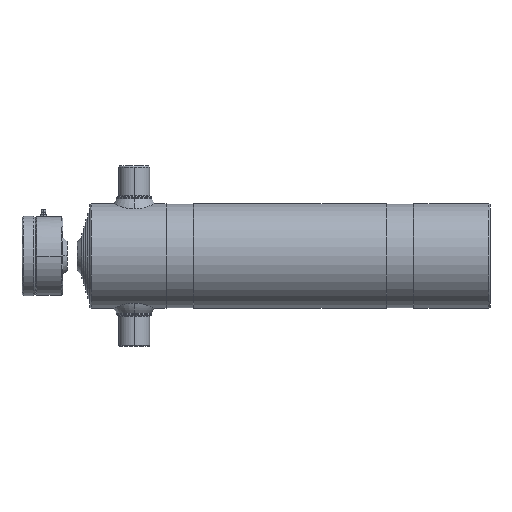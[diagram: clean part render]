
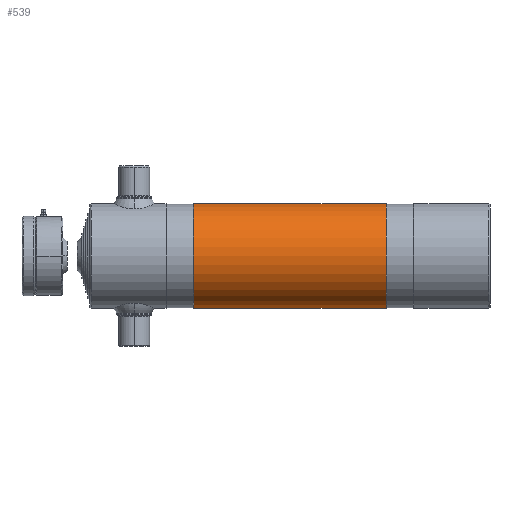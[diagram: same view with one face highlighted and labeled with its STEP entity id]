
A CAD part, left-side view. The second image highlights one B-rep face of the part: STEP entity #539.
In plain terms, the highlighted cylindrical face has radius 75.75 mm (diameter 151.5 mm), a partial arc.
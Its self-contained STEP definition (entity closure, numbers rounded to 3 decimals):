
#126 = CARTESIAN_POINT ( 'NONE',  ( 0., 522.61, 0. ) ) ;
#216 = CARTESIAN_POINT ( 'NONE',  ( 0., 428., 0. ) ) ;
#539 = ADVANCED_FACE ( 'NONE', ( #6722 ), #915, .T. ) ;
#615 = LINE ( 'NONE', #8092, #10047 ) ;
#891 = LINE ( 'NONE', #4100, #3616 ) ;
#915 = CYLINDRICAL_SURFACE ( 'NONE', #7584, 75.75 ) ;
#2056 = CARTESIAN_POINT ( 'NONE',  ( 0., 428., -75.75 ) ) ;
#2509 = DIRECTION ( 'NONE',  ( 0., 0., 1. ) ) ;
#3031 = EDGE_CURVE ( 'NONE', #3681, #6075, #615, .T. ) ;
#3348 = VERTEX_POINT ( 'NONE', #6735 ) ;
#3596 = DIRECTION ( 'NONE',  ( 0., 0., 1. ) ) ;
#3616 = VECTOR ( 'NONE', #10846, 1000. ) ;
#3681 = VERTEX_POINT ( 'NONE', #9101 ) ;
#3912 = EDGE_CURVE ( 'NONE', #3348, #3681, #5646, .T. ) ;
#4100 = CARTESIAN_POINT ( 'NONE',  ( 0., 522.61, -75.75 ) ) ;
#4139 = ORIENTED_EDGE ( 'NONE', *, *, #3031, .T. ) ;
#4845 = AXIS2_PLACEMENT_3D ( 'NONE', #216, #5251, #3596 ) ;
#5195 = CIRCLE ( 'NONE', #4845, 75.75 ) ;
#5251 = DIRECTION ( 'NONE',  ( 0., 1., 0. ) ) ;
#5646 = CIRCLE ( 'NONE', #7970, 75.75 ) ;
#6075 = VERTEX_POINT ( 'NONE', #9226 ) ;
#6258 = DIRECTION ( 'NONE',  ( 0., 1., 0. ) ) ;
#6610 = DIRECTION ( 'NONE',  ( 0., 1., 0. ) ) ;
#6722 = FACE_OUTER_BOUND ( 'NONE', #10579, .T. ) ;
#6735 = CARTESIAN_POINT ( 'NONE',  ( 0., 150., -75.75 ) ) ;
#7056 = VERTEX_POINT ( 'NONE', #2056 ) ;
#7584 = AXIS2_PLACEMENT_3D ( 'NONE', #126, #6610, #2509 ) ;
#7970 = AXIS2_PLACEMENT_3D ( 'NONE', #7991, #6258, #9649 ) ;
#7991 = CARTESIAN_POINT ( 'NONE',  ( 0., 150., 0. ) ) ;
#8092 = CARTESIAN_POINT ( 'NONE',  ( 0., 522.61, 75.75 ) ) ;
#8580 = ORIENTED_EDGE ( 'NONE', *, *, #9292, .F. ) ;
#9101 = CARTESIAN_POINT ( 'NONE',  ( 0., 150., 75.75 ) ) ;
#9139 = DIRECTION ( 'NONE',  ( 0., 1., 0. ) ) ;
#9147 = EDGE_CURVE ( 'NONE', #3348, #7056, #891, .T. ) ;
#9226 = CARTESIAN_POINT ( 'NONE',  ( 0., 428., 75.75 ) ) ;
#9292 = EDGE_CURVE ( 'NONE', #7056, #6075, #5195, .T. ) ;
#9649 = DIRECTION ( 'NONE',  ( 0., 0., 1. ) ) ;
#9678 = ORIENTED_EDGE ( 'NONE', *, *, #9147, .F. ) ;
#10047 = VECTOR ( 'NONE', #9139, 1000. ) ;
#10345 = ORIENTED_EDGE ( 'NONE', *, *, #3912, .T. ) ;
#10579 = EDGE_LOOP ( 'NONE', ( #9678, #10345, #4139, #8580 ) ) ;
#10846 = DIRECTION ( 'NONE',  ( 0., 1., 0. ) ) ;
